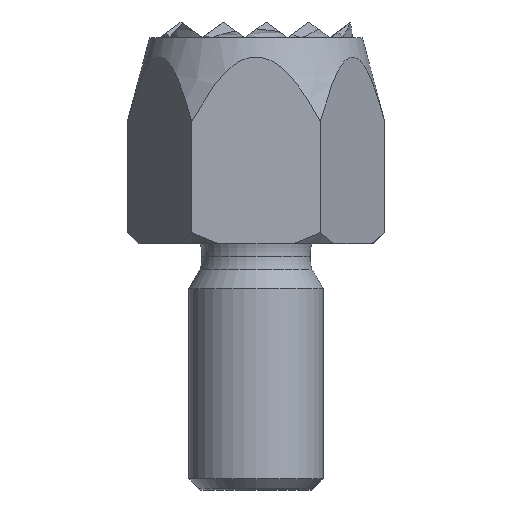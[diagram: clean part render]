
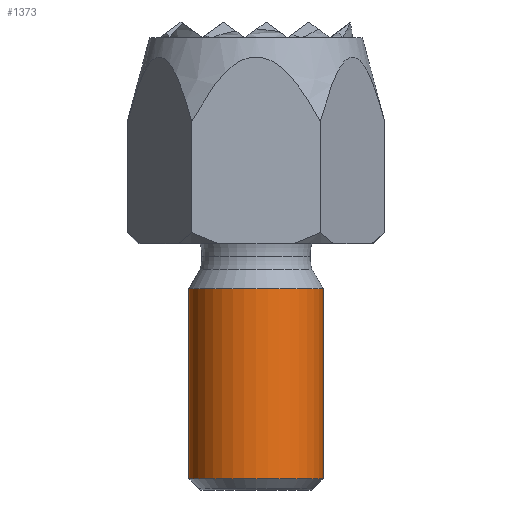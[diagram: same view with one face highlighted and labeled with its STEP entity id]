
A CAD part, front view. The second image highlights one B-rep face of the part: STEP entity #1373.
In plain terms, the highlighted cylindrical face has radius 3 mm (diameter 6 mm), a partial arc.
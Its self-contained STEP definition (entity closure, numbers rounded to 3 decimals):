
#559=EDGE_CURVE('',#721,#601,#1553,.T.);
#601=VERTEX_POINT('',#1604);
#721=VERTEX_POINT('',#1743);
#911=EDGE_CURVE('',#1093,#601,#1964,.T.);
#935=EDGE_CURVE('',#1321,#721,#1989,.T.);
#991=EDGE_CURVE('',#1093,#1321,#2051,.T.);
#1093=VERTEX_POINT('',#2171);
#1321=VERTEX_POINT('',#2429);
#1373=ADVANCED_FACE('',(#2486),#2487,.T.);
#1553=LINE('',#2705,#2706);
#1604=CARTESIAN_POINT('',(-3.,0.,-10.5));
#1743=CARTESIAN_POINT('',(-3.,0.,-2.0));
#1964=CIRCLE('',#3311,3.);
#1989=CIRCLE('',#3355,3.);
#2051=LINE('',#3440,#3441);
#2171=CARTESIAN_POINT('',(3.,0.,-10.5));
#2429=CARTESIAN_POINT('',(3.,0.,-2.0));
#2486=FACE_OUTER_BOUND('',#4072,.T.);
#2487=CYLINDRICAL_SURFACE('',#4073,3.);
#2705=CARTESIAN_POINT('',(-3.,0.,-6.25));
#2706=VECTOR('',#4317,1.0);
#3311=AXIS2_PLACEMENT_3D('',#4899,#4900,#4901);
#3355=AXIS2_PLACEMENT_3D('',#4920,#4921,#4922);
#3440=CARTESIAN_POINT('',(3.,0.,-6.25));
#3441=VECTOR('',#4998,1.0);
#4072=EDGE_LOOP('',(#5546,#5547,#5548,#5549));
#4073=AXIS2_PLACEMENT_3D('',#5550,#5551,#5552);
#4317=DIRECTION('',(0.0,0.0,-1.0));
#4899=CARTESIAN_POINT('',(0.,0.,-10.5));
#4900=DIRECTION('',(-0.0,0.0,-1.0));
#4901=DIRECTION('',(-1.0,0.,0.0));
#4920=CARTESIAN_POINT('',(0.,0.,-2.0));
#4921=DIRECTION('',(-0.0,0.0,-1.0));
#4922=DIRECTION('',(-1.0,0.,0.0));
#4998=DIRECTION('',(-0.0,-0.0,1.0));
#5546=ORIENTED_EDGE('',*,*,#559,.T.);
#5547=ORIENTED_EDGE('',*,*,#911,.F.);
#5548=ORIENTED_EDGE('',*,*,#991,.T.);
#5549=ORIENTED_EDGE('',*,*,#935,.T.);
#5550=CARTESIAN_POINT('',(0.,0.,-6.25));
#5551=DIRECTION('',(0.0,-0.0,1.0));
#5552=DIRECTION('',(-1.0,0.,0.0));
